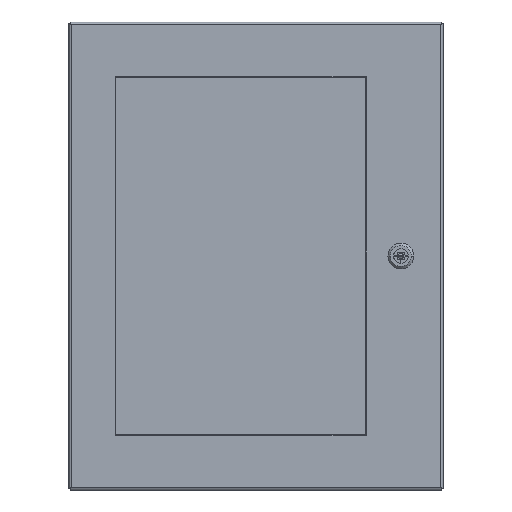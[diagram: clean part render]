
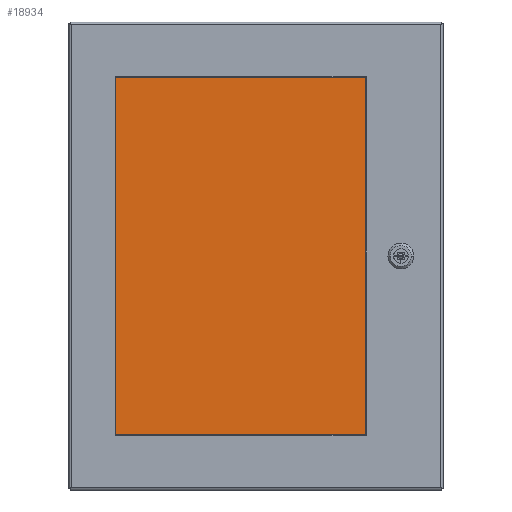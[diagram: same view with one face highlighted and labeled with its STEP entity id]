
A CAD part, front view. The second image highlights one B-rep face of the part: STEP entity #18934.
In plain terms, the highlighted planar face has unit normal (0, -1, 0).
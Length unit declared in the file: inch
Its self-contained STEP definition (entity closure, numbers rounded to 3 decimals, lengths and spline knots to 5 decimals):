
#483 = DIRECTION ( 'NONE',  ( 0., -1., 0. ) ) ;
#969 = CARTESIAN_POINT ( 'NONE',  ( 4.683, -6.765, 7.6465 ) ) ;
#1126 = EDGE_LOOP ( 'NONE', ( #24732, #28131, #30059, #30207 ) ) ;
#2731 = EDGE_CURVE ( 'NONE', #13051, #10214, #34278, .T. ) ;
#8386 = CARTESIAN_POINT ( 'NONE',  ( -5.986, -6.765, 7.6465 ) ) ;
#9186 = DIRECTION ( 'NONE',  ( 0., 0., -1. ) ) ;
#9717 = LINE ( 'NONE', #969, #30776 ) ;
#10214 = VERTEX_POINT ( 'NONE', #25582 ) ;
#10741 = DIRECTION ( 'NONE',  ( -1., 0., 0. ) ) ;
#10939 = VERTEX_POINT ( 'NONE', #23787 ) ;
#11177 = LINE ( 'NONE', #15936, #19829 ) ;
#12012 = VERTEX_POINT ( 'NONE', #8386 ) ;
#13051 = VERTEX_POINT ( 'NONE', #20566 ) ;
#13662 = CARTESIAN_POINT ( 'NONE',  ( -5.986, -6.765, -7.6475 ) ) ;
#14415 = EDGE_CURVE ( 'NONE', #12012, #13051, #9717, .T. ) ;
#15936 = CARTESIAN_POINT ( 'NONE',  ( -5.986, -6.765, 7.6465 ) ) ;
#16237 = AXIS2_PLACEMENT_3D ( 'NONE', #28656, #483, #29195 ) ;
#17796 = DIRECTION ( 'NONE',  ( 1., 0., 0. ) ) ;
#18844 = EDGE_CURVE ( 'NONE', #10214, #10939, #30315, .T. ) ;
#18934 = ADVANCED_FACE ( 'NONE', ( #25728 ), #20043, .T. ) ;
#19829 = VECTOR ( 'NONE', #27105, 39.37008 ) ;
#19981 = EDGE_CURVE ( 'NONE', #10939, #12012, #11177, .T. ) ;
#20043 = PLANE ( 'NONE',  #16237 ) ;
#20566 = CARTESIAN_POINT ( 'NONE',  ( 4.683, -6.765, 7.6465 ) ) ;
#23787 = CARTESIAN_POINT ( 'NONE',  ( -5.986, -6.765, -7.6475 ) ) ;
#24732 = ORIENTED_EDGE ( 'NONE', *, *, #2731, .F. ) ;
#25026 = VECTOR ( 'NONE', #10741, 39.37008 ) ;
#25582 = CARTESIAN_POINT ( 'NONE',  ( 4.683, -6.765, -7.6475 ) ) ;
#25694 = CARTESIAN_POINT ( 'NONE',  ( 4.683, -6.765, -7.6475 ) ) ;
#25728 = FACE_OUTER_BOUND ( 'NONE', #1126, .T. ) ;
#27105 = DIRECTION ( 'NONE',  ( 0., 0., 1. ) ) ;
#28131 = ORIENTED_EDGE ( 'NONE', *, *, #14415, .F. ) ;
#28656 = CARTESIAN_POINT ( 'NONE',  ( 5.0675, -6.765, 8.031 ) ) ;
#29195 = DIRECTION ( 'NONE',  ( -1., 0., 0. ) ) ;
#30059 = ORIENTED_EDGE ( 'NONE', *, *, #19981, .F. ) ;
#30207 = ORIENTED_EDGE ( 'NONE', *, *, #18844, .F. ) ;
#30315 = LINE ( 'NONE', #13662, #25026 ) ;
#30776 = VECTOR ( 'NONE', #17796, 39.37008 ) ;
#32637 = VECTOR ( 'NONE', #9186, 39.37008 ) ;
#34278 = LINE ( 'NONE', #25694, #32637 ) ;
